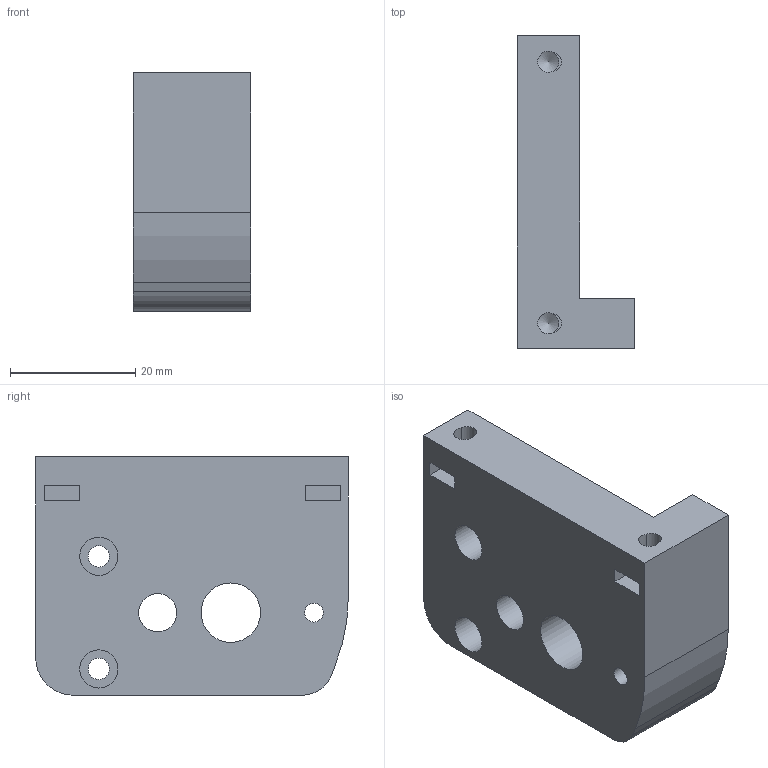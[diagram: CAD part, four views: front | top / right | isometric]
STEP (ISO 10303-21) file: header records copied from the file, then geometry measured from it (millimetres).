
FILE_DESCRIPTION(('FreeCAD Model'),'2;1');
FILE_NAME('Open CASCADE Shape Model','2023-12-19T03:26:11',(''),(''), 'Open CASCADE STEP processor 7.7','FreeCAD','Unknown');
FILE_SCHEMA(('AUTOMOTIVE_DESIGN { 1 0 10303 214 1 1 1 1 }'));
Length unit declared in the file: millimetre
Products named in the file (1): RightMotorMount
Bounding box: 18.85 x 50 x 38.12 mm (x, y, z)
Volume: 19186.2 mm3; surface area: 7464 mm2
Topology: 1 solids, 1 shells, 55 faces, 137 edges, 88 vertices
Faces by surface type: plane 35, cylinder 18, cone 2
Full cylindrical faces by diameter (mm): 3 x1, 3.4 x4, 6.1 x3, 9.5 x1
Entity records: 1671 total; most frequent: DIRECTION 287, CARTESIAN_POINT 279, ORIENTED_EDGE 270, EDGE_CURVE 135, AXIS2_PLACEMENT_3D 96, LINE 95, VECTOR 95, VERTEX_POINT 88
